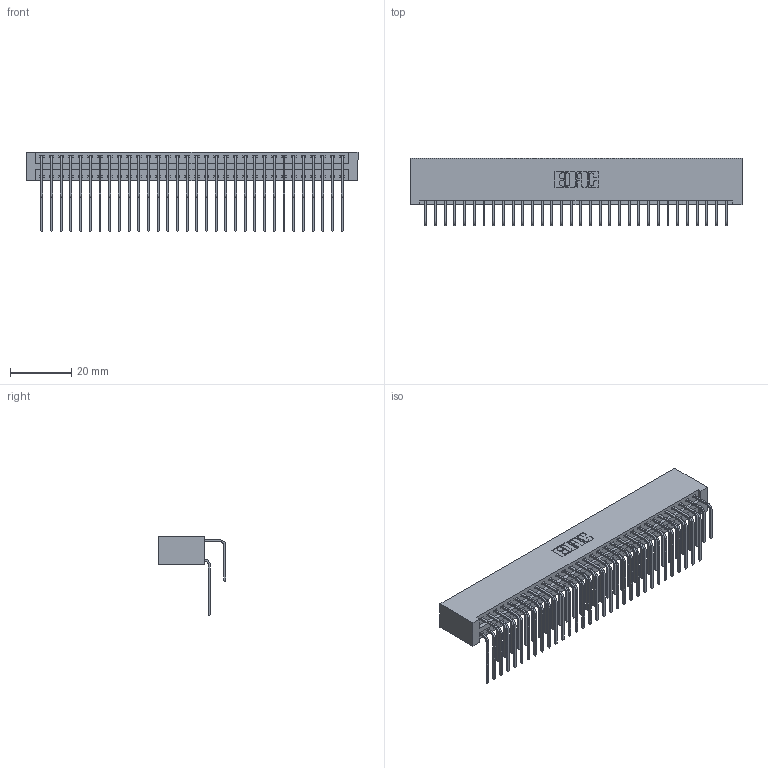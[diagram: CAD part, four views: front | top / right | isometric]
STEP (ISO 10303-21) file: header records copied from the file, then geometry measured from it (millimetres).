
FILE_DESCRIPTION (( 'STEP AP203' ), '1' );
FILE_NAME ('346-064-558-201.STEP', '2022-05-24T15:59:29', ( '' ), ( '' ), 'SwSTEP 2.0', 'SolidWorks 2020', '' );
FILE_SCHEMA (( 'CONFIG_CONTROL_DESIGN' ));
Length unit declared in the file: inch
Products named in the file (4): 346 Part_No Mounting Lugs; 346-064-558-201; 345-292-001_558 Tail - 2; 345-292-001_558 559 Tail - 1
Assembly tree (65 placements, depth 2):
  346-064-558-201
    346 Part_No Mounting Lugs
    345-292-001_558 559 Tail - 1  x32
    345-292-001_558 Tail - 2  x32
Bounding box: 108.84 x 22.16 x 26.16 mm (x, y, z)
Volume: 11478 mm3; surface area: 17554.4 mm2
Topology: 65 solids, 65 shells, 3570 faces, 10609 edges, 6986 vertices
Faces by surface type: plane 2440, cylinder 1130
Entity records: 23737 total; most frequent: CARTESIAN_POINT 3975, ORIENTED_EDGE 3858, DIRECTION 3521, EDGE_CURVE 1929, LINE 1637, VECTOR 1637, VERTEX_POINT 1282, AXIS2_PLACEMENT_3D 942
